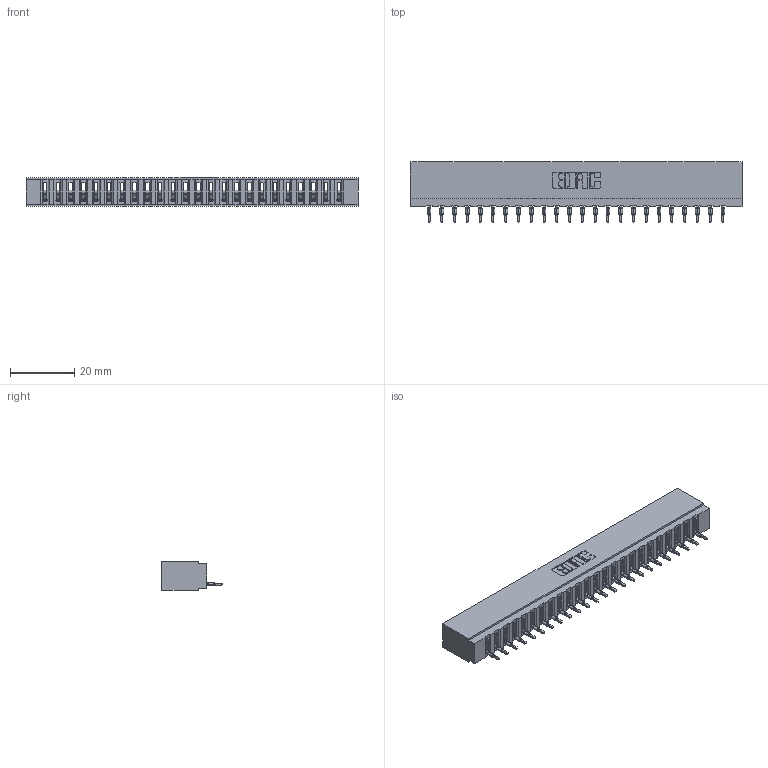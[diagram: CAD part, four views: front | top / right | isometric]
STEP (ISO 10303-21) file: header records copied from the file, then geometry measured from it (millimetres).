
FILE_DESCRIPTION (( 'STEP AP203' ), '1' );
FILE_NAME ('717-024-560-106.STEP', '2020-03-13T19:41:36', ( '' ), ( '' ), 'SwSTEP 2.0', 'SolidWorks 2016', '' );
FILE_SCHEMA (( 'CONFIG_CONTROL_DESIGN' ));
Length unit declared in the file: inch
Products named in the file (3): 745-292-001_560; 717-024-560-106; 717 Part_Insulator Option - 06
Assembly tree (25 placements, depth 2):
  717-024-560-106
    717 Part_Insulator Option - 06
    745-292-001_560  x24
Bounding box: 102.97 x 18.78 x 8.89 mm (x, y, z)
Volume: 8850.4 mm3; surface area: 12625.6 mm2
Topology: 25 solids, 25 shells, 3022 faces, 8411 edges, 5350 vertices
Faces by surface type: plane 1806, cylinder 592, bspline 480, torus 144
Entity records: 43146 total; most frequent: CARTESIAN_POINT 8107, ORIENTED_EDGE 7530, DIRECTION 6547, EDGE_CURVE 3765, VECTOR 3431, LINE 3431, VERTEX_POINT 2406, AXIS2_PLACEMENT_3D 1558
